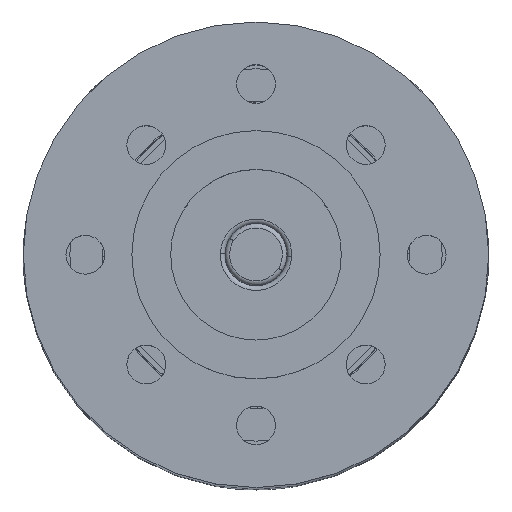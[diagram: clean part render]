
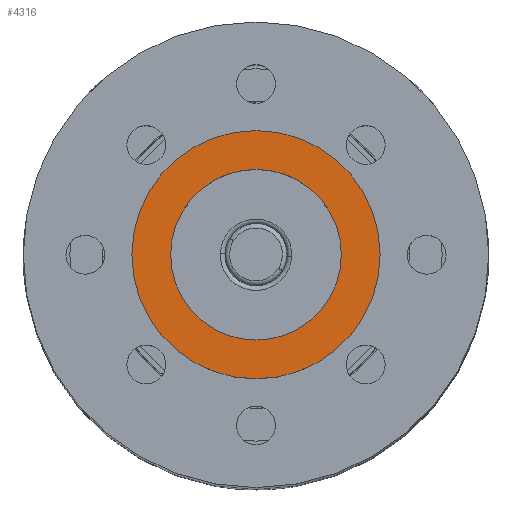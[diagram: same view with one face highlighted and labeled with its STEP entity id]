
A CAD part, top view. The second image highlights one B-rep face of the part: STEP entity #4316.
In plain terms, the highlighted planar face has unit normal (0, 0, 1).
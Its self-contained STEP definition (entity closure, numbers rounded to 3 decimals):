
#678 = CIRCLE ( 'NONE', #14765, 8. ) ;
#2754 = DIRECTION ( 'NONE',  ( 0., 0., -1. ) ) ;
#4316 = ADVANCED_FACE ( 'NONE', ( #29194, #30424 ), #22432, .F. ) ;
#5138 = CARTESIAN_POINT ( 'NONE',  ( 0., 0., 0. ) ) ;
#5393 = CARTESIAN_POINT ( 'NONE',  ( 5.5, 0., 0. ) ) ;
#6239 = CARTESIAN_POINT ( 'NONE',  ( 0., 0., 0. ) ) ;
#6566 = DIRECTION ( 'NONE',  ( 1., 0., 0. ) ) ;
#6747 = DIRECTION ( 'NONE',  ( 1., 0., 0. ) ) ;
#12113 = AXIS2_PLACEMENT_3D ( 'NONE', #50109, #18095, #6566 ) ;
#12606 = EDGE_CURVE ( 'NONE', #13103, #17226, #45784, .T. ) ;
#13103 = VERTEX_POINT ( 'NONE', #5393 ) ;
#13610 = EDGE_CURVE ( 'NONE', #27698, #17953, #41463, .T. ) ;
#14765 = AXIS2_PLACEMENT_3D ( 'NONE', #5138, #16541, #24774 ) ;
#16541 = DIRECTION ( 'NONE',  ( 0., 0., 1. ) ) ;
#17226 = VERTEX_POINT ( 'NONE', #46969 ) ;
#17953 = VERTEX_POINT ( 'NONE', #31774 ) ;
#18095 = DIRECTION ( 'NONE',  ( 0., 0., 1. ) ) ;
#19287 = EDGE_CURVE ( 'NONE', #17226, #13103, #20187, .T. ) ;
#20187 = CIRCLE ( 'NONE', #12113, 5.5 ) ;
#21327 = CARTESIAN_POINT ( 'NONE',  ( 0., 0., 0. ) ) ;
#22432 = PLANE ( 'NONE',  #37221 ) ;
#24774 = DIRECTION ( 'NONE',  ( 1., 0., 0. ) ) ;
#24959 = EDGE_LOOP ( 'NONE', ( #34714, #25399 ) ) ;
#25248 = DIRECTION ( 'NONE',  ( 0., 0., 1. ) ) ;
#25399 = ORIENTED_EDGE ( 'NONE', *, *, #13610, .T. ) ;
#27698 = VERTEX_POINT ( 'NONE', #30437 ) ;
#29194 = FACE_BOUND ( 'NONE', #35062, .T. ) ;
#30178 = DIRECTION ( 'NONE',  ( 0., 0., 1. ) ) ;
#30424 = FACE_OUTER_BOUND ( 'NONE', #24959, .T. ) ;
#30437 = CARTESIAN_POINT ( 'NONE',  ( -8., 0., 0. ) ) ;
#31774 = CARTESIAN_POINT ( 'NONE',  ( 8., 0., 0. ) ) ;
#33133 = EDGE_CURVE ( 'NONE', #17953, #27698, #678, .T. ) ;
#33209 = DIRECTION ( 'NONE',  ( 1., 0., 0. ) ) ;
#34494 = CARTESIAN_POINT ( 'NONE',  ( 0., 0., 0. ) ) ;
#34714 = ORIENTED_EDGE ( 'NONE', *, *, #33133, .T. ) ;
#35062 = EDGE_LOOP ( 'NONE', ( #40089, #38105 ) ) ;
#37221 = AXIS2_PLACEMENT_3D ( 'NONE', #34494, #2754, #49964 ) ;
#38105 = ORIENTED_EDGE ( 'NONE', *, *, #19287, .F. ) ;
#40089 = ORIENTED_EDGE ( 'NONE', *, *, #12606, .F. ) ;
#40613 = AXIS2_PLACEMENT_3D ( 'NONE', #6239, #30178, #6747 ) ;
#40940 = AXIS2_PLACEMENT_3D ( 'NONE', #21327, #25248, #33209 ) ;
#41463 = CIRCLE ( 'NONE', #40613, 8. ) ;
#45784 = CIRCLE ( 'NONE', #40940, 5.5 ) ;
#46969 = CARTESIAN_POINT ( 'NONE',  ( -5.5, 0., 0. ) ) ;
#49964 = DIRECTION ( 'NONE',  ( -1., 0., 0. ) ) ;
#50109 = CARTESIAN_POINT ( 'NONE',  ( 0., 0., 0. ) ) ;
